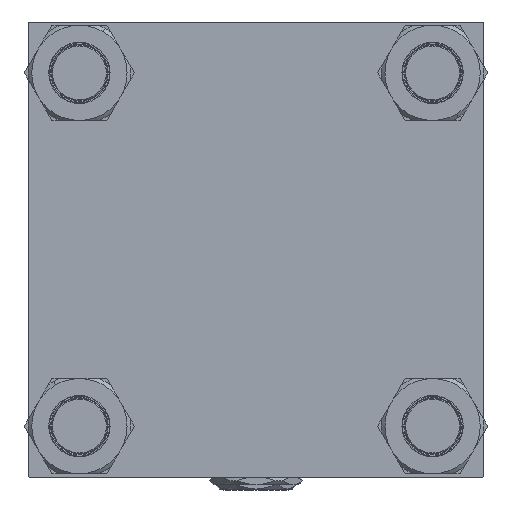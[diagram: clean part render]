
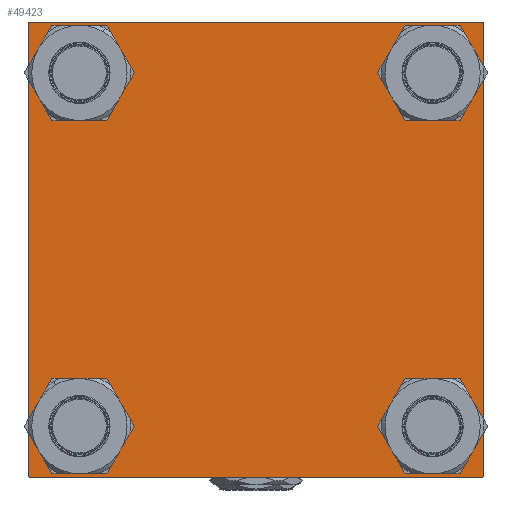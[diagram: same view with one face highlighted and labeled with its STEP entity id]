
A CAD part, left-side view. The second image highlights one B-rep face of the part: STEP entity #49423.
In plain terms, the highlighted planar face has unit normal (-1, 0, 0).
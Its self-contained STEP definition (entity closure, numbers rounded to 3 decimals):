
#269 = EDGE_LOOP ( 'NONE', ( #48203, #34553 ) ) ;
#330 = DIRECTION ( 'NONE',  ( 0., 0.707, 0.707 ) ) ;
#375 = FACE_BOUND ( 'NONE', #28234, .T. ) ;
#2491 = EDGE_CURVE ( 'NONE', #28118, #38568, #6855, .T. ) ;
#3342 = VERTEX_POINT ( 'NONE', #42751 ) ;
#3551 = VERTEX_POINT ( 'NONE', #17458 ) ;
#3680 = CARTESIAN_POINT ( 'NONE',  ( 0., 122.25, 122.25 ) ) ;
#3850 = PLANE ( 'NONE',  #10102 ) ;
#3934 = DIRECTION ( 'NONE',  ( 1., 0., 0. ) ) ;
#3951 = DIRECTION ( 'NONE',  ( 1., 0., 0. ) ) ;
#4159 = EDGE_CURVE ( 'NONE', #7409, #21596, #24884, .T. ) ;
#4454 = DIRECTION ( 'NONE',  ( 0., 0., 1. ) ) ;
#5150 = CARTESIAN_POINT ( 'NONE',  ( 0., 122., 122.5 ) ) ;
#5535 = VECTOR ( 'NONE', #17135, 1000. ) ;
#5754 = EDGE_CURVE ( 'NONE', #49584, #17341, #19063, .T. ) ;
#5928 = ORIENTED_EDGE ( 'NONE', *, *, #4159, .T. ) ;
#6020 = CARTESIAN_POINT ( 'NONE',  ( 0., -95.1, 110.6 ) ) ;
#6412 = CARTESIAN_POINT ( 'NONE',  ( 0., -95.1, 95.1 ) ) ;
#6687 = ORIENTED_EDGE ( 'NONE', *, *, #40617, .T. ) ;
#6855 = LINE ( 'NONE', #26807, #34127 ) ;
#6994 = CARTESIAN_POINT ( 'NONE',  ( 0., 95.1, 95.1 ) ) ;
#7019 = EDGE_CURVE ( 'NONE', #21596, #7409, #17162, .T. ) ;
#7087 = DIRECTION ( 'NONE',  ( 0., -1., 0. ) ) ;
#7409 = VERTEX_POINT ( 'NONE', #26073 ) ;
#7840 = LINE ( 'NONE', #23820, #50448 ) ;
#8067 = EDGE_CURVE ( 'NONE', #47834, #46801, #51126, .T. ) ;
#8174 = DIRECTION ( 'NONE',  ( 0., 0.707, -0.707 ) ) ;
#8412 = AXIS2_PLACEMENT_3D ( 'NONE', #32112, #3934, #4454 ) ;
#8611 = FACE_BOUND ( 'NONE', #269, .T. ) ;
#9368 = DIRECTION ( 'NONE',  ( 0., 0., 1. ) ) ;
#9629 = VERTEX_POINT ( 'NONE', #10845 ) ;
#10102 = AXIS2_PLACEMENT_3D ( 'NONE', #48233, #32551, #27789 ) ;
#10140 = AXIS2_PLACEMENT_3D ( 'NONE', #25115, #50035, #49518 ) ;
#10224 = CARTESIAN_POINT ( 'NONE',  ( 0., -95.1, 79.6 ) ) ;
#10399 = ORIENTED_EDGE ( 'NONE', *, *, #49544, .T. ) ;
#10845 = CARTESIAN_POINT ( 'NONE',  ( 0., -95.1, -79.6 ) ) ;
#11053 = EDGE_CURVE ( 'NONE', #25761, #17341, #37531, .T. ) ;
#11092 = EDGE_CURVE ( 'NONE', #39883, #23235, #32601, .T. ) ;
#15067 = AXIS2_PLACEMENT_3D ( 'NONE', #20444, #3951, #20187 ) ;
#16542 = EDGE_CURVE ( 'NONE', #3342, #28118, #46344, .T. ) ;
#16804 = ORIENTED_EDGE ( 'NONE', *, *, #5754, .F. ) ;
#17135 = DIRECTION ( 'NONE',  ( 0., 0., -1. ) ) ;
#17150 = LINE ( 'NONE', #45307, #24555 ) ;
#17162 = CIRCLE ( 'NONE', #29854, 15.5 ) ;
#17341 = VERTEX_POINT ( 'NONE', #35071 ) ;
#17458 = CARTESIAN_POINT ( 'NONE',  ( 0., 122.5, -122. ) ) ;
#18156 = DIRECTION ( 'NONE',  ( 1., 0., 0. ) ) ;
#18185 = DIRECTION ( 'NONE',  ( 0., 0., 1. ) ) ;
#18190 = CARTESIAN_POINT ( 'NONE',  ( 0., -122.5, 122.5 ) ) ;
#18561 = EDGE_CURVE ( 'NONE', #19356, #3551, #7840, .T. ) ;
#19029 = VECTOR ( 'NONE', #22192, 1000. ) ;
#19031 = CARTESIAN_POINT ( 'NONE',  ( 0., 95.1, 110.6 ) ) ;
#19063 = LINE ( 'NONE', #36320, #24767 ) ;
#19356 = VERTEX_POINT ( 'NONE', #21714 ) ;
#19387 = EDGE_LOOP ( 'NONE', ( #38784, #40491, #44447, #30632, #39680, #34329, #16804, #23228 ) ) ;
#19582 = EDGE_CURVE ( 'NONE', #25761, #38568, #33870, .T. ) ;
#19872 = CARTESIAN_POINT ( 'NONE',  ( 0., -95.1, -95.1 ) ) ;
#19881 = AXIS2_PLACEMENT_3D ( 'NONE', #6412, #22127, #42306 ) ;
#20187 = DIRECTION ( 'NONE',  ( 0., 0., 1. ) ) ;
#20444 = CARTESIAN_POINT ( 'NONE',  ( 0., -95.1, -95.1 ) ) ;
#21596 = VERTEX_POINT ( 'NONE', #19031 ) ;
#21645 = VERTEX_POINT ( 'NONE', #45987 ) ;
#21714 = CARTESIAN_POINT ( 'NONE',  ( 0., 122.5, 122. ) ) ;
#22127 = DIRECTION ( 'NONE',  ( 1., 0., 0. ) ) ;
#22192 = DIRECTION ( 'NONE',  ( 0., -1., 0. ) ) ;
#22693 = DIRECTION ( 'NONE',  ( 1., 0., 0. ) ) ;
#23228 = ORIENTED_EDGE ( 'NONE', *, *, #32350, .T. ) ;
#23235 = VERTEX_POINT ( 'NONE', #6020 ) ;
#23820 = CARTESIAN_POINT ( 'NONE',  ( 0., 122.5, 122.5 ) ) ;
#24555 = VECTOR ( 'NONE', #32837, 1000. ) ;
#24767 = VECTOR ( 'NONE', #7087, 1000. ) ;
#24853 = FACE_OUTER_BOUND ( 'NONE', #19387, .T. ) ;
#24884 = CIRCLE ( 'NONE', #35882, 15.5 ) ;
#25115 = CARTESIAN_POINT ( 'NONE',  ( 0., -95.1, 95.1 ) ) ;
#25709 = AXIS2_PLACEMENT_3D ( 'NONE', #46328, #22693, #18185 ) ;
#25761 = VERTEX_POINT ( 'NONE', #32772 ) ;
#25998 = CARTESIAN_POINT ( 'NONE',  ( 0., -122., -122.5 ) ) ;
#26073 = CARTESIAN_POINT ( 'NONE',  ( 0., 95.1, 79.6 ) ) ;
#26807 = CARTESIAN_POINT ( 'NONE',  ( 0., -122.25, -122.25 ) ) ;
#27373 = ORIENTED_EDGE ( 'NONE', *, *, #27955, .T. ) ;
#27732 = ORIENTED_EDGE ( 'NONE', *, *, #11092, .T. ) ;
#27760 = AXIS2_PLACEMENT_3D ( 'NONE', #19872, #36075, #52252 ) ;
#27789 = DIRECTION ( 'NONE',  ( 0., 0., 1. ) ) ;
#27955 = EDGE_CURVE ( 'NONE', #9629, #21645, #47290, .T. ) ;
#28118 = VERTEX_POINT ( 'NONE', #25998 ) ;
#28234 = EDGE_LOOP ( 'NONE', ( #41218, #5928 ) ) ;
#28393 = CARTESIAN_POINT ( 'NONE',  ( 0., -122.5, -122. ) ) ;
#28649 = LINE ( 'NONE', #3680, #42369 ) ;
#29437 = CIRCLE ( 'NONE', #27760, 15.5 ) ;
#29854 = AXIS2_PLACEMENT_3D ( 'NONE', #45775, #18156, #9368 ) ;
#30466 = CIRCLE ( 'NONE', #10140, 15.5 ) ;
#30632 = ORIENTED_EDGE ( 'NONE', *, *, #2491, .T. ) ;
#32112 = CARTESIAN_POINT ( 'NONE',  ( 0., 95.1, -95.1 ) ) ;
#32350 = EDGE_CURVE ( 'NONE', #49584, #19356, #28649, .T. ) ;
#32400 = EDGE_CURVE ( 'NONE', #46801, #47834, #49152, .T. ) ;
#32551 = DIRECTION ( 'NONE',  ( -1., 0., 0. ) ) ;
#32601 = CIRCLE ( 'NONE', #19881, 15.5 ) ;
#32726 = EDGE_CURVE ( 'NONE', #3551, #3342, #17150, .T. ) ;
#32772 = CARTESIAN_POINT ( 'NONE',  ( 0., -122.5, 122. ) ) ;
#32811 = DIRECTION ( 'NONE',  ( 0., 0., -1. ) ) ;
#32837 = DIRECTION ( 'NONE',  ( 0., -0.707, -0.707 ) ) ;
#33449 = CARTESIAN_POINT ( 'NONE',  ( 0., 95.1, -79.6 ) ) ;
#33870 = LINE ( 'NONE', #18190, #5535 ) ;
#34127 = VECTOR ( 'NONE', #50703, 1000. ) ;
#34329 = ORIENTED_EDGE ( 'NONE', *, *, #11053, .T. ) ;
#34553 = ORIENTED_EDGE ( 'NONE', *, *, #8067, .T. ) ;
#35071 = CARTESIAN_POINT ( 'NONE',  ( 0., -122., 122.5 ) ) ;
#35882 = AXIS2_PLACEMENT_3D ( 'NONE', #6994, #40468, #52155 ) ;
#36075 = DIRECTION ( 'NONE',  ( 1., 0., 0. ) ) ;
#36320 = CARTESIAN_POINT ( 'NONE',  ( 0., 122.5, 122.5 ) ) ;
#36805 = FACE_BOUND ( 'NONE', #48128, .T. ) ;
#37531 = LINE ( 'NONE', #49733, #41920 ) ;
#38568 = VERTEX_POINT ( 'NONE', #28393 ) ;
#38784 = ORIENTED_EDGE ( 'NONE', *, *, #18561, .T. ) ;
#39680 = ORIENTED_EDGE ( 'NONE', *, *, #19582, .F. ) ;
#39883 = VERTEX_POINT ( 'NONE', #10224 ) ;
#40468 = DIRECTION ( 'NONE',  ( 1., 0., 0. ) ) ;
#40491 = ORIENTED_EDGE ( 'NONE', *, *, #32726, .T. ) ;
#40617 = EDGE_CURVE ( 'NONE', #21645, #9629, #29437, .T. ) ;
#41218 = ORIENTED_EDGE ( 'NONE', *, *, #7019, .T. ) ;
#41920 = VECTOR ( 'NONE', #330, 1000. ) ;
#42306 = DIRECTION ( 'NONE',  ( 0., 0., 1. ) ) ;
#42369 = VECTOR ( 'NONE', #8174, 1000. ) ;
#42751 = CARTESIAN_POINT ( 'NONE',  ( 0., 122., -122.5 ) ) ;
#43521 = CARTESIAN_POINT ( 'NONE',  ( 0., 95.1, -110.6 ) ) ;
#44447 = ORIENTED_EDGE ( 'NONE', *, *, #16542, .T. ) ;
#45307 = CARTESIAN_POINT ( 'NONE',  ( 0., 122.25, -122.25 ) ) ;
#45775 = CARTESIAN_POINT ( 'NONE',  ( 0., 95.1, 95.1 ) ) ;
#45987 = CARTESIAN_POINT ( 'NONE',  ( 0., -95.1, -110.6 ) ) ;
#46328 = CARTESIAN_POINT ( 'NONE',  ( 0., 95.1, -95.1 ) ) ;
#46344 = LINE ( 'NONE', #50849, #19029 ) ;
#46801 = VERTEX_POINT ( 'NONE', #33449 ) ;
#47290 = CIRCLE ( 'NONE', #15067, 15.5 ) ;
#47834 = VERTEX_POINT ( 'NONE', #43521 ) ;
#47967 = FACE_BOUND ( 'NONE', #49672, .T. ) ;
#48128 = EDGE_LOOP ( 'NONE', ( #10399, #27732 ) ) ;
#48203 = ORIENTED_EDGE ( 'NONE', *, *, #32400, .T. ) ;
#48233 = CARTESIAN_POINT ( 'NONE',  ( 0., 0., 0. ) ) ;
#49152 = CIRCLE ( 'NONE', #8412, 15.5 ) ;
#49423 = ADVANCED_FACE ( 'NONE', ( #36805, #47967, #8611, #375, #24853 ), #3850, .T. ) ;
#49518 = DIRECTION ( 'NONE',  ( 0., 0., 1. ) ) ;
#49544 = EDGE_CURVE ( 'NONE', #23235, #39883, #30466, .T. ) ;
#49584 = VERTEX_POINT ( 'NONE', #5150 ) ;
#49672 = EDGE_LOOP ( 'NONE', ( #27373, #6687 ) ) ;
#49733 = CARTESIAN_POINT ( 'NONE',  ( 0., -122.25, 122.25 ) ) ;
#50035 = DIRECTION ( 'NONE',  ( 1., 0., 0. ) ) ;
#50448 = VECTOR ( 'NONE', #32811, 1000. ) ;
#50703 = DIRECTION ( 'NONE',  ( 0., -0.707, 0.707 ) ) ;
#50849 = CARTESIAN_POINT ( 'NONE',  ( 0., 122.5, -122.5 ) ) ;
#51126 = CIRCLE ( 'NONE', #25709, 15.5 ) ;
#52155 = DIRECTION ( 'NONE',  ( 0., 0., 1. ) ) ;
#52252 = DIRECTION ( 'NONE',  ( 0., 0., 1. ) ) ;
